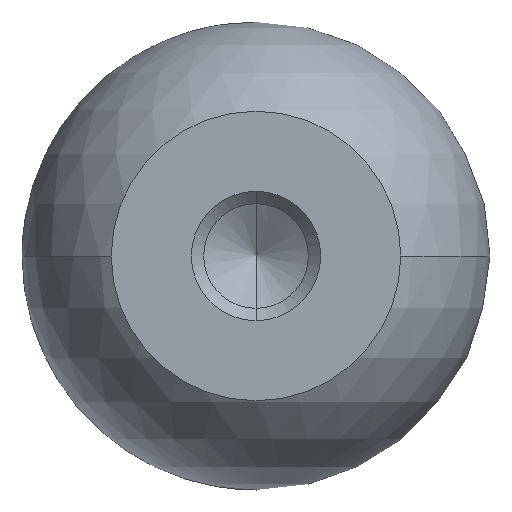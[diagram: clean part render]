
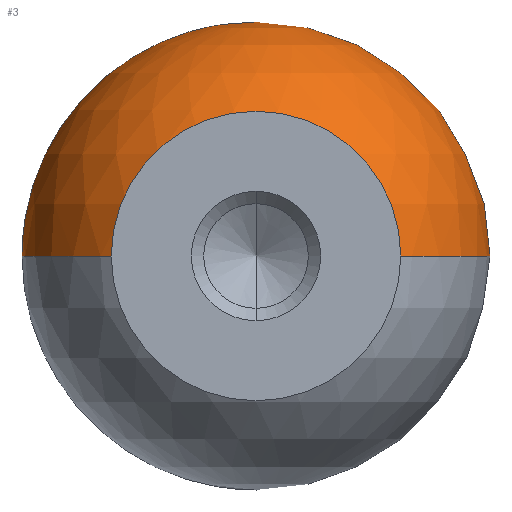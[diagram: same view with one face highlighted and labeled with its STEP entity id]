
A CAD part, front view. The second image highlights one B-rep face of the part: STEP entity #3.
In plain terms, the highlighted spherical face has radius 19 mm.
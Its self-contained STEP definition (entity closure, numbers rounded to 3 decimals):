
#3 = ADVANCED_FACE ( 'NONE', ( #486 ), #538, .T. ) ;
#9 = ORIENTED_EDGE ( 'NONE', *, *, #542, .F. ) ;
#16 = VERTEX_POINT ( 'NONE', #487 ) ;
#17 = VERTEX_POINT ( 'NONE', #441 ) ;
#39 = CIRCLE ( 'NONE', #498, 19. ) ;
#43 = DIRECTION ( 'NONE',  ( 0., 1., 0. ) ) ;
#49 = DIRECTION ( 'NONE',  ( 0., 0., -1. ) ) ;
#53 = AXIS2_PLACEMENT_3D ( 'NONE', #155, #442, #103 ) ;
#103 = DIRECTION ( 'NONE',  ( -1., 0., 0. ) ) ;
#116 = EDGE_LOOP ( 'NONE', ( #9, #365, #257, #404, #266 ) ) ;
#125 = AXIS2_PLACEMENT_3D ( 'NONE', #394, #43, #343 ) ;
#130 = CIRCLE ( 'NONE', #125, 7.238 ) ;
#132 = CARTESIAN_POINT ( 'NONE',  ( 0., 58.028, 0. ) ) ;
#142 = AXIS2_PLACEMENT_3D ( 'NONE', #207, #495, #160 ) ;
#155 = CARTESIAN_POINT ( 'NONE',  ( 0., 58.028, 0. ) ) ;
#160 = DIRECTION ( 'NONE',  ( 0., 0., -1. ) ) ;
#181 = DIRECTION ( 'NONE',  ( 0., 1., 0. ) ) ;
#207 = CARTESIAN_POINT ( 'NONE',  ( 0., 76.602, 0. ) ) ;
#228 = CARTESIAN_POINT ( 'NONE',  ( 0., 40.46, 0. ) ) ;
#245 = CIRCLE ( 'NONE', #53, 19. ) ;
#247 = CARTESIAN_POINT ( 'NONE',  ( -4., 76.602, 0. ) ) ;
#257 = ORIENTED_EDGE ( 'NONE', *, *, #289, .T. ) ;
#263 = EDGE_CURVE ( 'NONE', #17, #16, #553, .T. ) ;
#266 = ORIENTED_EDGE ( 'NONE', *, *, #558, .T. ) ;
#273 = VERTEX_POINT ( 'NONE', #423 ) ;
#289 = EDGE_CURVE ( 'NONE', #556, #17, #39, .T. ) ;
#343 = DIRECTION ( 'NONE',  ( 0., 0., 1. ) ) ;
#345 = CIRCLE ( 'NONE', #142, 4. ) ;
#348 = CARTESIAN_POINT ( 'NONE',  ( 0., 58.028, 0. ) ) ;
#365 = ORIENTED_EDGE ( 'NONE', *, *, #484, .T. ) ;
#372 = AXIS2_PLACEMENT_3D ( 'NONE', #228, #181, #472 ) ;
#394 = CARTESIAN_POINT ( 'NONE',  ( 0., 40.46, 0. ) ) ;
#396 = DIRECTION ( 'NONE',  ( 1., 0., 0. ) ) ;
#404 = ORIENTED_EDGE ( 'NONE', *, *, #263, .T. ) ;
#423 = CARTESIAN_POINT ( 'NONE',  ( 7.238, 40.46, 0. ) ) ;
#441 = CARTESIAN_POINT ( 'NONE',  ( -7.238, 40.46, 0. ) ) ;
#442 = DIRECTION ( 'NONE',  ( 0., 0., -1. ) ) ;
#467 = AXIS2_PLACEMENT_3D ( 'NONE', #348, #49, #494 ) ;
#470 = DIRECTION ( 'NONE',  ( 0., 0., 1. ) ) ;
#472 = DIRECTION ( 'NONE',  ( 0., 0., 1. ) ) ;
#484 = EDGE_CURVE ( 'NONE', #520, #556, #345, .T. ) ;
#486 = FACE_OUTER_BOUND ( 'NONE', #116, .T. ) ;
#487 = CARTESIAN_POINT ( 'NONE',  ( 0., 40.46, 7.238 ) ) ;
#494 = DIRECTION ( 'NONE',  ( -1., 0., 0. ) ) ;
#495 = DIRECTION ( 'NONE',  ( 0., -1., 0. ) ) ;
#498 = AXIS2_PLACEMENT_3D ( 'NONE', #132, #470, #396 ) ;
#520 = VERTEX_POINT ( 'NONE', #544 ) ;
#538 = SPHERICAL_SURFACE ( 'NONE', #467, 19. ) ;
#542 = EDGE_CURVE ( 'NONE', #520, #273, #245, .T. ) ;
#544 = CARTESIAN_POINT ( 'NONE',  ( 4., 76.602, 0. ) ) ;
#553 = CIRCLE ( 'NONE', #372, 7.238 ) ;
#556 = VERTEX_POINT ( 'NONE', #247 ) ;
#558 = EDGE_CURVE ( 'NONE', #16, #273, #130, .T. ) ;
